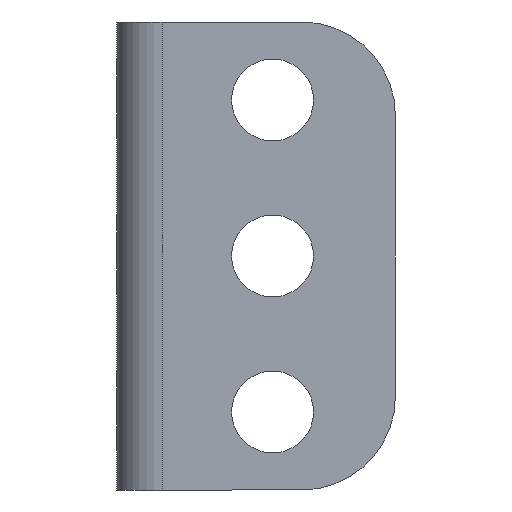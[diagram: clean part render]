
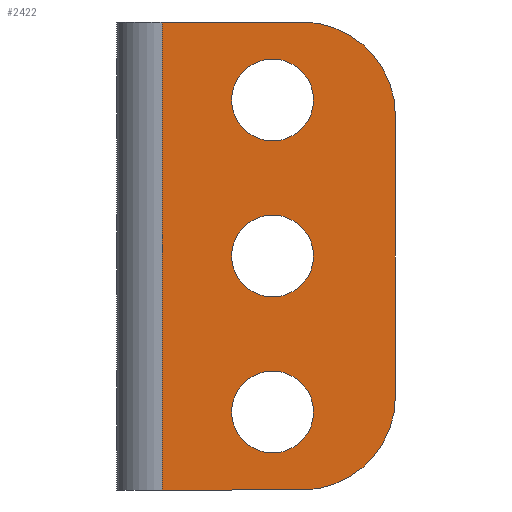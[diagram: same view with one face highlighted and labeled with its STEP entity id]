
A CAD part, left-side view. The second image highlights one B-rep face of the part: STEP entity #2422.
In plain terms, the highlighted planar face has unit normal (-1, 0, 0).
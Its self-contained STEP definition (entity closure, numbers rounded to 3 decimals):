
#15 = CARTESIAN_POINT ( 'NONE',  ( -60.8, -2.337, -0.8 ) ) ;
#57 = ORIENTED_EDGE ( 'NONE', *, *, #2449, .T. ) ;
#67 = LINE ( 'NONE', #1066, #702 ) ;
#78 = DIRECTION ( 'NONE',  ( 1., 0., 0. ) ) ;
#81 = EDGE_CURVE ( 'NONE', #1132, #2046, #2293, .T. ) ;
#129 = DIRECTION ( 'NONE',  ( 0., -1., 0. ) ) ;
#148 = DIRECTION ( 'NONE',  ( 0., -1., 0. ) ) ;
#160 = EDGE_CURVE ( 'NONE', #526, #2169, #67, .T. ) ;
#179 = ORIENTED_EDGE ( 'NONE', *, *, #2370, .T. ) ;
#196 = CARTESIAN_POINT ( 'NONE',  ( -60.8, -14.3, -5.6 ) ) ;
#204 = CARTESIAN_POINT ( 'NONE',  ( -60.8, -8., -4.8 ) ) ;
#263 = DIRECTION ( 'NONE',  ( -1., 0., 0. ) ) ;
#264 = CARTESIAN_POINT ( 'NONE',  ( -60.8, -8., -12.8 ) ) ;
#287 = EDGE_CURVE ( 'NONE', #2253, #892, #444, .T. ) ;
#342 = DIRECTION ( 'NONE',  ( 1., 0., 0. ) ) ;
#348 = PLANE ( 'NONE',  #1391 ) ;
#353 = ORIENTED_EDGE ( 'NONE', *, *, #813, .T. ) ;
#355 = CARTESIAN_POINT ( 'NONE',  ( -60.8, -8., -20.8 ) ) ;
#444 = CIRCLE ( 'NONE', #1920, 2.1 ) ;
#450 = ORIENTED_EDGE ( 'NONE', *, *, #287, .T. ) ;
#526 = VERTEX_POINT ( 'NONE', #1256 ) ;
#531 = AXIS2_PLACEMENT_3D ( 'NONE', #355, #342, #1533 ) ;
#542 = ORIENTED_EDGE ( 'NONE', *, *, #1705, .T. ) ;
#578 = EDGE_LOOP ( 'NONE', ( #450, #1428 ) ) ;
#610 = ORIENTED_EDGE ( 'NONE', *, *, #160, .T. ) ;
#667 = DIRECTION ( 'NONE',  ( 0., -1., 0. ) ) ;
#702 = VECTOR ( 'NONE', #882, 1000. ) ;
#745 = DIRECTION ( 'NONE',  ( 1., 0., 0. ) ) ;
#747 = CIRCLE ( 'NONE', #1753, 2.1 ) ;
#754 = FACE_BOUND ( 'NONE', #1329, .T. ) ;
#771 = ORIENTED_EDGE ( 'NONE', *, *, #830, .T. ) ;
#795 = VERTEX_POINT ( 'NONE', #1337 ) ;
#799 = EDGE_CURVE ( 'NONE', #892, #2253, #1671, .T. ) ;
#813 = EDGE_CURVE ( 'NONE', #2169, #2452, #870, .T. ) ;
#821 = AXIS2_PLACEMENT_3D ( 'NONE', #2065, #263, #1688 ) ;
#830 = EDGE_CURVE ( 'NONE', #2046, #1132, #747, .T. ) ;
#836 = VECTOR ( 'NONE', #1221, 1000. ) ;
#870 = CIRCLE ( 'NONE', #1547, 4.8 ) ;
#882 = DIRECTION ( 'NONE',  ( 0., 0., 1. ) ) ;
#892 = VERTEX_POINT ( 'NONE', #1685 ) ;
#917 = DIRECTION ( 'NONE',  ( 0., -1., 0. ) ) ;
#949 = DIRECTION ( 'NONE',  ( 1., 0., 0. ) ) ;
#973 = DIRECTION ( 'NONE',  ( -1., 0., 0. ) ) ;
#992 = DIRECTION ( 'NONE',  ( 0., 1., 0. ) ) ;
#997 = VERTEX_POINT ( 'NONE', #2458 ) ;
#1024 = CARTESIAN_POINT ( 'NONE',  ( -60.8, -10.1, -12.8 ) ) ;
#1053 = VECTOR ( 'NONE', #992, 1000. ) ;
#1066 = CARTESIAN_POINT ( 'NONE',  ( -60.8, -14.3, -25.6 ) ) ;
#1075 = DIRECTION ( 'NONE',  ( 1., 0., 0. ) ) ;
#1132 = VERTEX_POINT ( 'NONE', #1515 ) ;
#1152 = CARTESIAN_POINT ( 'NONE',  ( -60.8, -9.5, -5.6 ) ) ;
#1158 = CARTESIAN_POINT ( 'NONE',  ( -60.8, -1.6, -25.6 ) ) ;
#1177 = CARTESIAN_POINT ( 'NONE',  ( -60.8, -10.1, -4.8 ) ) ;
#1221 = DIRECTION ( 'NONE',  ( 0., 0., 1. ) ) ;
#1225 = ORIENTED_EDGE ( 'NONE', *, *, #1342, .F. ) ;
#1249 = ORIENTED_EDGE ( 'NONE', *, *, #81, .T. ) ;
#1256 = CARTESIAN_POINT ( 'NONE',  ( -60.8, -14.3, -20. ) ) ;
#1329 = EDGE_LOOP ( 'NONE', ( #771, #1249 ) ) ;
#1337 = CARTESIAN_POINT ( 'NONE',  ( -60.8, -9.5, -24.8 ) ) ;
#1342 = EDGE_CURVE ( 'NONE', #997, #1793, #1670, .T. ) ;
#1391 = AXIS2_PLACEMENT_3D ( 'NONE', #1158, #1956, #148 ) ;
#1395 = CARTESIAN_POINT ( 'NONE',  ( -60.8, -14.3, -24.8 ) ) ;
#1428 = ORIENTED_EDGE ( 'NONE', *, *, #799, .T. ) ;
#1430 = AXIS2_PLACEMENT_3D ( 'NONE', #264, #2465, #667 ) ;
#1459 = CARTESIAN_POINT ( 'NONE',  ( -60.8, -2.337, -25.6 ) ) ;
#1512 = CARTESIAN_POINT ( 'NONE',  ( -60.8, -8., -4.8 ) ) ;
#1515 = CARTESIAN_POINT ( 'NONE',  ( -60.8, -5.9, -4.8 ) ) ;
#1533 = DIRECTION ( 'NONE',  ( 0., -1., 0. ) ) ;
#1547 = AXIS2_PLACEMENT_3D ( 'NONE', #1152, #973, #2329 ) ;
#1557 = FACE_OUTER_BOUND ( 'NONE', #2274, .T. ) ;
#1594 = CARTESIAN_POINT ( 'NONE',  ( -60.8, -8., -12.8 ) ) ;
#1628 = EDGE_LOOP ( 'NONE', ( #57, #542 ) ) ;
#1634 = AXIS2_PLACEMENT_3D ( 'NONE', #1512, #78, #1673 ) ;
#1639 = ORIENTED_EDGE ( 'NONE', *, *, #1665, .T. ) ;
#1665 = EDGE_CURVE ( 'NONE', #997, #795, #2149, .T. ) ;
#1670 = LINE ( 'NONE', #1459, #836 ) ;
#1671 = CIRCLE ( 'NONE', #531, 2.1 ) ;
#1673 = DIRECTION ( 'NONE',  ( 0., -1., 0. ) ) ;
#1681 = CARTESIAN_POINT ( 'NONE',  ( -60.8, -8., -20.8 ) ) ;
#1685 = CARTESIAN_POINT ( 'NONE',  ( -60.8, -5.9, -20.8 ) ) ;
#1688 = DIRECTION ( 'NONE',  ( 0., -1., 0. ) ) ;
#1705 = EDGE_CURVE ( 'NONE', #2266, #1829, #2455, .T. ) ;
#1723 = CIRCLE ( 'NONE', #1430, 2.1 ) ;
#1753 = AXIS2_PLACEMENT_3D ( 'NONE', #204, #745, #129 ) ;
#1763 = ORIENTED_EDGE ( 'NONE', *, *, #1997, .T. ) ;
#1793 = VERTEX_POINT ( 'NONE', #15 ) ;
#1829 = VERTEX_POINT ( 'NONE', #1024 ) ;
#1920 = AXIS2_PLACEMENT_3D ( 'NONE', #1681, #1075, #917 ) ;
#1947 = CIRCLE ( 'NONE', #821, 4.8 ) ;
#1956 = DIRECTION ( 'NONE',  ( -1., 0., 0. ) ) ;
#1997 = EDGE_CURVE ( 'NONE', #795, #526, #1947, .T. ) ;
#2031 = AXIS2_PLACEMENT_3D ( 'NONE', #1594, #949, #2390 ) ;
#2046 = VERTEX_POINT ( 'NONE', #1177 ) ;
#2065 = CARTESIAN_POINT ( 'NONE',  ( -60.8, -9.5, -20. ) ) ;
#2149 = LINE ( 'NONE', #1395, #2236 ) ;
#2151 = LINE ( 'NONE', #2167, #1053 ) ;
#2165 = DIRECTION ( 'NONE',  ( 0., -1., 0. ) ) ;
#2167 = CARTESIAN_POINT ( 'NONE',  ( -60.8, -14.3, -0.8 ) ) ;
#2169 = VERTEX_POINT ( 'NONE', #196 ) ;
#2236 = VECTOR ( 'NONE', #2165, 1000. ) ;
#2253 = VERTEX_POINT ( 'NONE', #2337 ) ;
#2255 = CARTESIAN_POINT ( 'NONE',  ( -60.8, -9.5, -0.8 ) ) ;
#2266 = VERTEX_POINT ( 'NONE', #2310 ) ;
#2274 = EDGE_LOOP ( 'NONE', ( #179, #1225, #1639, #1763, #610, #353 ) ) ;
#2293 = CIRCLE ( 'NONE', #1634, 2.1 ) ;
#2310 = CARTESIAN_POINT ( 'NONE',  ( -60.8, -5.9, -12.8 ) ) ;
#2329 = DIRECTION ( 'NONE',  ( 0., -1., 0. ) ) ;
#2337 = CARTESIAN_POINT ( 'NONE',  ( -60.8, -10.1, -20.8 ) ) ;
#2351 = FACE_BOUND ( 'NONE', #578, .T. ) ;
#2370 = EDGE_CURVE ( 'NONE', #2452, #1793, #2151, .T. ) ;
#2378 = FACE_BOUND ( 'NONE', #1628, .T. ) ;
#2390 = DIRECTION ( 'NONE',  ( 0., -1., 0. ) ) ;
#2422 = ADVANCED_FACE ( 'NONE', ( #2378, #754, #2351, #1557 ), #348, .T. ) ;
#2449 = EDGE_CURVE ( 'NONE', #1829, #2266, #1723, .T. ) ;
#2452 = VERTEX_POINT ( 'NONE', #2255 ) ;
#2455 = CIRCLE ( 'NONE', #2031, 2.1 ) ;
#2458 = CARTESIAN_POINT ( 'NONE',  ( -60.8, -2.337, -24.8 ) ) ;
#2465 = DIRECTION ( 'NONE',  ( 1., 0., 0. ) ) ;
